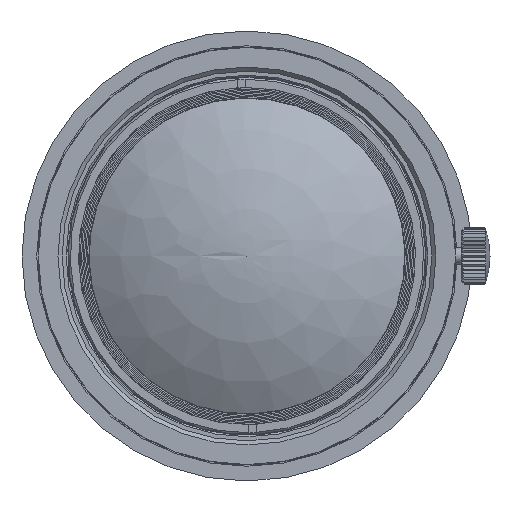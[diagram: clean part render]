
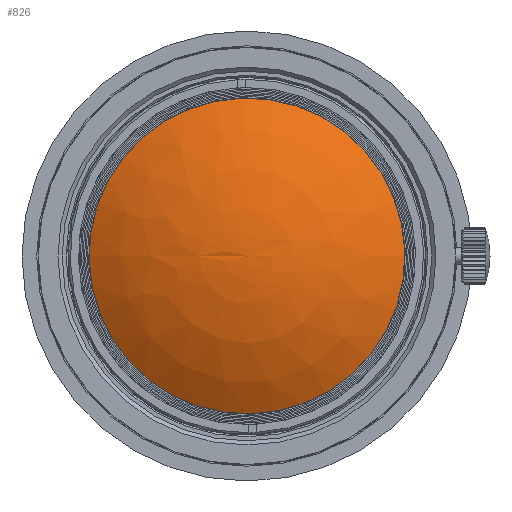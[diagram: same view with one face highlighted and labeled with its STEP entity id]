
A CAD part, left-side view. The second image highlights one B-rep face of the part: STEP entity #826.
In plain terms, the highlighted face is a revolution surface.
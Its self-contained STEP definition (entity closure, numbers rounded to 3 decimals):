
#144=SURFACE_OF_REVOLUTION('',#8181,#146);
#146=AXIS1_PLACEMENT('',#16127,#9602);
#148=VERTEX_LOOP('',#5964);
#826=ADVANCED_FACE('',(#1898,#1899),#144,.F.);
#1470=CIRCLE('',#8488,19.393);
#1898=FACE_BOUND('',#2437,.T.);
#1899=FACE_BOUND('',#148,.T.);
#2437=EDGE_LOOP('',(#4466));
#4466=ORIENTED_EDGE('',*,*,#6990,.T.);
#5863=VERTEX_POINT('',#15381);
#5964=VERTEX_POINT('',#16121);
#6990=EDGE_CURVE('',#5863,#5863,#1470,.T.);
#8181=B_SPLINE_CURVE_WITH_KNOTS('',3,(#16122,#16123,#16124,#16125,#16126),
 .UNSPECIFIED.,.F.,.F.,(4,1,4),(0.,0.52,1.),.UNSPECIFIED.);
#8488=AXIS2_PLACEMENT_3D('',#15380,#9264,#9265);
#9264=DIRECTION('',(-1.,0.,0.));
#9265=DIRECTION('',(0.,0.,1.));
#9602=DIRECTION('',(-1.,0.,0.));
#15380=CARTESIAN_POINT('',(-153.479,0.,0.));
#15381=CARTESIAN_POINT('',(-153.479,0.,19.393));
#16121=CARTESIAN_POINT('',(-159.116,0.,0.));
#16122=CARTESIAN_POINT('',(-159.116,0.,0.));
#16123=CARTESIAN_POINT('',(-159.116,3.363,0.));
#16124=CARTESIAN_POINT('',(-158.226,9.827,0.));
#16125=CARTESIAN_POINT('',(-155.453,16.291,0.));
#16126=CARTESIAN_POINT('',(-153.479,19.393,0.));
#16127=CARTESIAN_POINT('',(-159.116,0.,0.));
